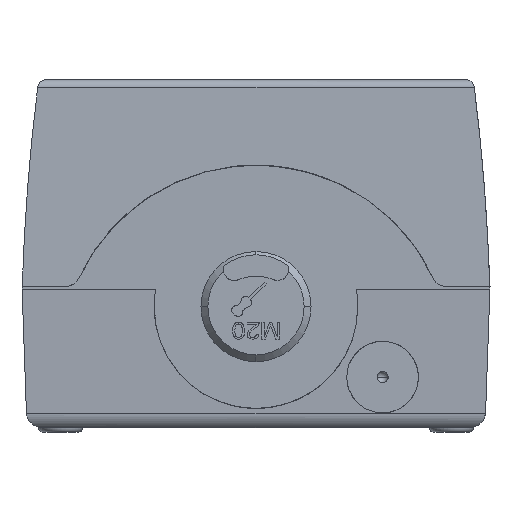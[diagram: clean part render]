
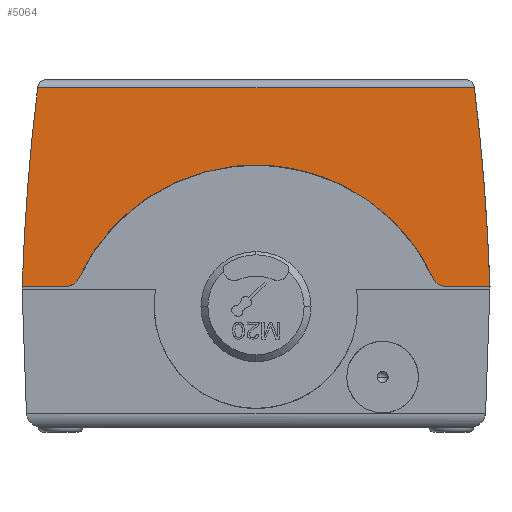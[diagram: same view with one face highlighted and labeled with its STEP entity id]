
A CAD part, front view. The second image highlights one B-rep face of the part: STEP entity #5064.
In plain terms, the highlighted planar face has unit normal (0, -1, 0.026).
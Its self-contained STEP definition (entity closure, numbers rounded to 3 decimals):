
#5064=ADVANCED_FACE('',(#11820),#11821,.F.);
#11820=FACE_OUTER_BOUND('',#19913,.T.);
#11821=PLANE('',#19914);
#19913=EDGE_LOOP('',(#42053,#42054,#42055,#42056,#42057,#42058,#42059,#42060));
#19914=AXIS2_PLACEMENT_3D('',#42061,#42062,#42063);
#42053=ORIENTED_EDGE('',*,*,#49158,.T.);
#42054=ORIENTED_EDGE('',*,*,#50131,.T.);
#42055=ORIENTED_EDGE('',*,*,#50135,.T.);
#42056=ORIENTED_EDGE('',*,*,#50139,.T.);
#42057=ORIENTED_EDGE('',*,*,#50179,.T.);
#42058=ORIENTED_EDGE('',*,*,#50230,.F.);
#42059=ORIENTED_EDGE('',*,*,#50231,.F.);
#42060=ORIENTED_EDGE('',*,*,#50232,.F.);
#42061=CARTESIAN_POINT('',(-7.482,0.425,34.58));
#42062=DIRECTION('',(0.0,1.,-0.026));
#42063=DIRECTION('',(-1.0,0.0,0.0));
#49158=EDGE_CURVE('',#54845,#54846,#54847,.T.);
#50131=EDGE_CURVE('',#54846,#56135,#56136,.T.);
#50135=EDGE_CURVE('',#56135,#56141,#56142,.T.);
#50139=EDGE_CURVE('',#56141,#56147,#56148,.T.);
#50179=EDGE_CURVE('',#56147,#56205,#56206,.T.);
#50230=EDGE_CURVE('',#56266,#56205,#56267,.T.);
#50231=EDGE_CURVE('',#56268,#56266,#56269,.T.);
#50232=EDGE_CURVE('',#54845,#56268,#56270,.T.);
#54845=VERTEX_POINT('',#63271);
#54846=VERTEX_POINT('',#63272);
#54847=LINE('',#63273,#63274);
#56135=VERTEX_POINT('',#65981);
#56136=ELLIPSE('',#65982,2.499,2.499);
#56141=VERTEX_POINT('',#65988);
#56142=ELLIPSE('',#65989,35.513,35.501);
#56147=VERTEX_POINT('',#65995);
#56148=ELLIPSE('',#65996,2.499,2.499);
#56205=VERTEX_POINT('',#66151);
#56206=LINE('',#66152,#66153);
#56266=VERTEX_POINT('',#66239);
#56267=ELLIPSE('',#66240,396.768,396.632);
#56268=VERTEX_POINT('',#66241);
#56269=LINE('',#66242,#66243);
#56270=ELLIPSE('',#66244,396.768,396.632);
#63271=CARTESIAN_POINT('',(0.041,0.213,26.51));
#63272=CARTESIAN_POINT('',(8.05,0.213,26.508));
#63273=CARTESIAN_POINT('',(-1.729,0.213,26.51));
#63274=VECTOR('',#69802,1.0);
#65981=CARTESIAN_POINT('',(10.319,0.251,27.958));
#65982=AXIS2_PLACEMENT_3D('',#70319,#70320,#70321);
#65988=CARTESIAN_POINT('',(74.72,0.251,27.951));
#65989=AXIS2_PLACEMENT_3D('',#70326,#70327,#70328);
#65995=CARTESIAN_POINT('',(76.985,0.213,26.508));
#65996=AXIS2_PLACEMENT_3D('',#70333,#70334,#70335);
#66151=CARTESIAN_POINT('',(84.995,0.213,26.51));
#66152=CARTESIAN_POINT('',(36.765,0.213,26.499));
#66153=VECTOR('',#70385,1.0);
#66239=CARTESIAN_POINT('',(82.201,1.157,62.539));
#66240=AXIS2_PLACEMENT_3D('',#70424,#70425,#70426);
#66241=CARTESIAN_POINT('',(2.835,1.157,62.539));
#66242=CARTESIAN_POINT('',(-7.482,1.157,62.539));
#66243=VECTOR('',#70427,1.0);
#66244=AXIS2_PLACEMENT_3D('',#70428,#70429,#70430);
#69802=DIRECTION('',(1.,0.,0.));
#70319=CARTESIAN_POINT('',(8.051,0.279,29.006));
#70320=DIRECTION('',(0.,-1.,0.026));
#70321=DIRECTION('',(0.,-0.026,-1.));
#70326=CARTESIAN_POINT('',(42.518,-0.14,13.008));
#70327=DIRECTION('',(0.,1.,-0.026));
#70328=DIRECTION('',(0.,0.026,1.));
#70333=CARTESIAN_POINT('',(76.985,0.279,29.006));
#70334=DIRECTION('',(0.,-1.,0.026));
#70335=DIRECTION('',(0.,-0.026,-1.));
#70385=DIRECTION('',(1.,0.,0.));
#70424=CARTESIAN_POINT('',(-311.436,-0.117,13.893));
#70425=DIRECTION('',(0.,1.,-0.026));
#70426=DIRECTION('',(0.,0.026,1.));
#70427=DIRECTION('',(1.0,0.0,0.0));
#70428=CARTESIAN_POINT('',(396.472,-0.117,13.893));
#70429=DIRECTION('',(0.,1.,-0.026));
#70430=DIRECTION('',(0.,0.026,1.));
